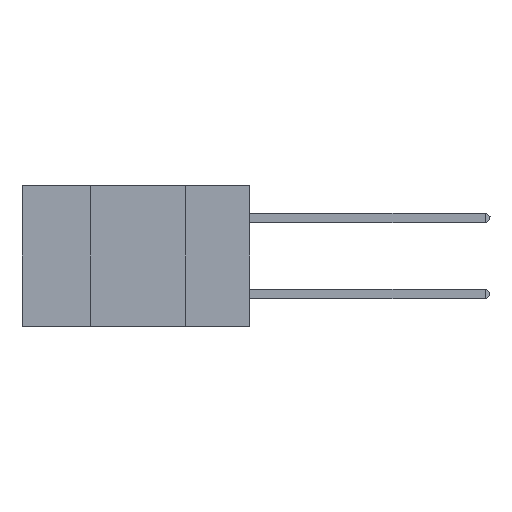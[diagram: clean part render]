
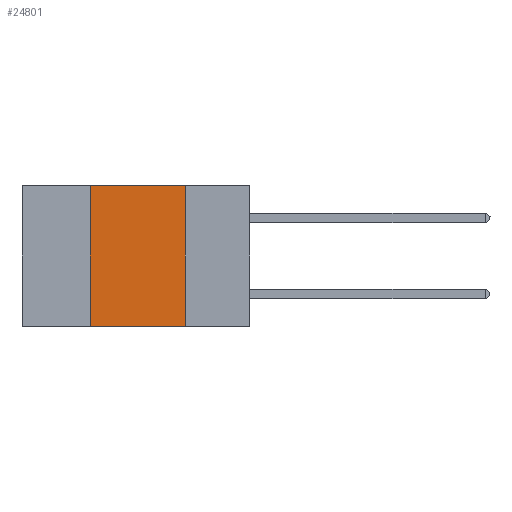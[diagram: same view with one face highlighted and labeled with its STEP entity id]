
A CAD part, left-side view. The second image highlights one B-rep face of the part: STEP entity #24801.
In plain terms, the highlighted planar face has unit normal (-1, 0, 0).
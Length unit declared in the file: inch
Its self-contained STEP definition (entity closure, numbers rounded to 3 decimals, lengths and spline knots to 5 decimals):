
#41 = ORIENTED_EDGE ( 'NONE', *, *, #9292, .F. ) ;
#634 = CARTESIAN_POINT ( 'NONE',  ( 0., 0.17, -0.37 ) ) ;
#1954 = VECTOR ( 'NONE', #3143, 39.37008 ) ;
#2406 = VERTEX_POINT ( 'NONE', #13929 ) ;
#3113 = DIRECTION ( 'NONE',  ( 0., 0., -1. ) ) ;
#3143 = DIRECTION ( 'NONE',  ( 0., 0., 1. ) ) ;
#3378 = DIRECTION ( 'NONE',  ( 0., -1., 0. ) ) ;
#4310 = AXIS2_PLACEMENT_3D ( 'NONE', #5970, #8013, #21917 ) ;
#5970 = CARTESIAN_POINT ( 'NONE',  ( 0., 0.6, 0. ) ) ;
#5988 = VECTOR ( 'NONE', #3113, 39.37008 ) ;
#6750 = LINE ( 'NONE', #25300, #21994 ) ;
#6900 = CARTESIAN_POINT ( 'NONE',  ( 0., 0.42, 0. ) ) ;
#7209 = VECTOR ( 'NONE', #3378, 39.37008 ) ;
#8013 = DIRECTION ( 'NONE',  ( 1., 0., 0. ) ) ;
#9292 = EDGE_CURVE ( 'NONE', #9708, #2406, #6750, .T. ) ;
#9708 = VERTEX_POINT ( 'NONE', #6900 ) ;
#11378 = LINE ( 'NONE', #21057, #5988 ) ;
#13455 = CARTESIAN_POINT ( 'NONE',  ( 0., 0.6, -0.37 ) ) ;
#13648 = EDGE_LOOP ( 'NONE', ( #16686, #41, #24461, #21735 ) ) ;
#13929 = CARTESIAN_POINT ( 'NONE',  ( 0., 0.17, 0. ) ) ;
#14084 = VERTEX_POINT ( 'NONE', #634 ) ;
#14372 = VERTEX_POINT ( 'NONE', #25663 ) ;
#15374 = FACE_OUTER_BOUND ( 'NONE', #13648, .T. ) ;
#15521 = DIRECTION ( 'NONE',  ( 0., -1., 0. ) ) ;
#16686 = ORIENTED_EDGE ( 'NONE', *, *, #23208, .F. ) ;
#17594 = EDGE_CURVE ( 'NONE', #14372, #14084, #17861, .T. ) ;
#17861 = LINE ( 'NONE', #13455, #7209 ) ;
#17975 = PLANE ( 'NONE',  #4310 ) ;
#18006 = LINE ( 'NONE', #19206, #1954 ) ;
#19206 = CARTESIAN_POINT ( 'NONE',  ( 0., 0.42, 0. ) ) ;
#21057 = CARTESIAN_POINT ( 'NONE',  ( 0., 0.17, 0. ) ) ;
#21548 = EDGE_CURVE ( 'NONE', #14372, #9708, #18006, .T. ) ;
#21735 = ORIENTED_EDGE ( 'NONE', *, *, #17594, .T. ) ;
#21917 = DIRECTION ( 'NONE',  ( 0., 0., -1. ) ) ;
#21994 = VECTOR ( 'NONE', #15521, 39.37008 ) ;
#23208 = EDGE_CURVE ( 'NONE', #2406, #14084, #11378, .T. ) ;
#24461 = ORIENTED_EDGE ( 'NONE', *, *, #21548, .F. ) ;
#24801 = ADVANCED_FACE ( 'NONE', ( #15374 ), #17975, .F. ) ;
#25300 = CARTESIAN_POINT ( 'NONE',  ( 0., 0.6, 0. ) ) ;
#25663 = CARTESIAN_POINT ( 'NONE',  ( 0., 0.42, -0.37 ) ) ;
